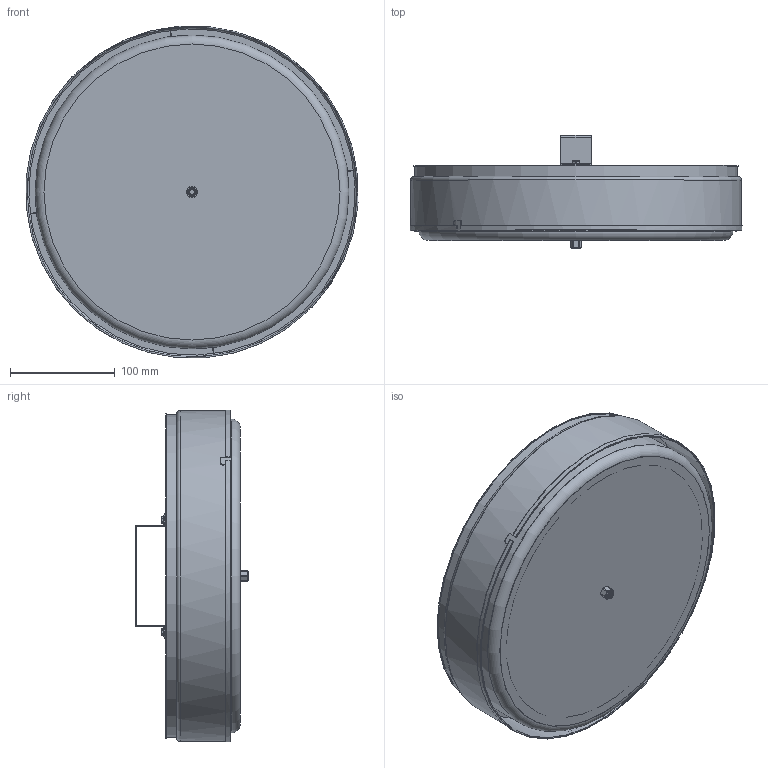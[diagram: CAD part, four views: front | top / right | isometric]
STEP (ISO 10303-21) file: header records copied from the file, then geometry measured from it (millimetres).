
FILE_DESCRIPTION((''),'2;1');
FILE_NAME('HRL-2-315.stp','2014-02-20T11:27:59',(''),(''),'Autodesk Inventor 2013','Autodesk Inventor 2013','');
FILE_SCHEMA(('AUTOMOTIVE_DESIGN { 1 2 10303 214 0 1 1 1 }'));
Length unit declared in the file: millimetre
Products named in the file (12): HRL-2-315; FD10008; Handtag-100; DIN 933 - replaced by DIN EN 24017 M6  x 65; 999656; 999664; 126028_MedHål; 999176; 999184; 999220_Ø295; 116025; 999301-315
Assembly tree (15 placements, depth 2):
  HRL-2-315
    FD10008
    Handtag-100
    DIN 933 - replaced by DIN EN 24017 M6  x 65
    999656
    999664  x2
    126028_MedHål
    999176
    999184
    999220_Ø295
    116025
    999301-315  x4
Bounding box: 317.4 x 108.6 x 317.07 mm (x, y, z)
Volume: 5058211.8 mm3; surface area: 1141912.3 mm2
Topology: 15 solids, 15 shells, 526 faces, 1229 edges, 730 vertices
Faces by surface type: plane 265, cylinder 132, torus 66, cone 47, bspline 16
Full cylindrical faces by diameter (mm): 2 x1, 4 x2, 4.917 x6, 5.1 x2, 5.459 x1, 6 x1, 6.072 x1, 8.4 x2, 8.7 x1, 8.863 x1, 295 x1, 298.8 x1, 300 x1, 308 x1, 310 x1, 312 x1, 315.45 x1, 316.45 x1
Entity records: 12469 total; most frequent: CARTESIAN_POINT 3807, DIRECTION 1807, ORIENTED_EDGE 1572, EDGE_CURVE 786, AXIS2_PLACEMENT_3D 729, VERTEX_POINT 502, EDGE_LOOP 452, FACE_OUTER_BOUND 362
